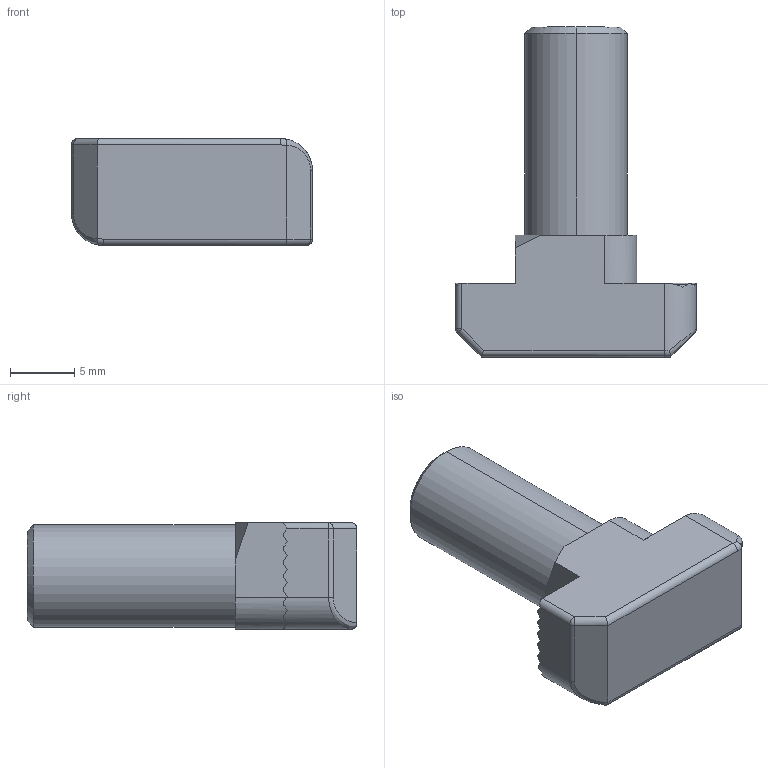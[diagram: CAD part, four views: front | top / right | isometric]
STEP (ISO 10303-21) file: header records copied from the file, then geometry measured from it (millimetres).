
FILE_DESCRIPTION (( 'STEP AP214' ), '1' );
FILE_NAME ('À256 Ò-áîëò Ì8õ20, ïàç 10.STEP', '2021-08-04T11:40:55', ( 'Ïîëüçîâàòåëü Windows' ), ( '' ), 'SwSTEP 2.0', 'SolidWorks 2021', '' );
FILE_SCHEMA (( 'AUTOMOTIVE_DESIGN' ));
Length unit declared in the file: millimetre
Products named in the file (1): À256 Ò-áîëò Ì8õ20, ïàç 10
Bounding box: 18.8 x 25.75 x 8.35 mm (x, y, z)
Volume: 1944.1 mm3; surface area: 1109.6 mm2
Topology: 1 solids, 1 shells, 95 faces, 264 edges, 170 vertices
Faces by surface type: plane 45, cylinder 42, cone 2, sphere 2, bspline 2, torus 2
Entity records: 3136 total; most frequent: CARTESIAN_POINT 740, ORIENTED_EDGE 524, DIRECTION 462, EDGE_CURVE 262, VERTEX_POINT 170, AXIS2_PLACEMENT_3D 156, LINE 150, VECTOR 150
